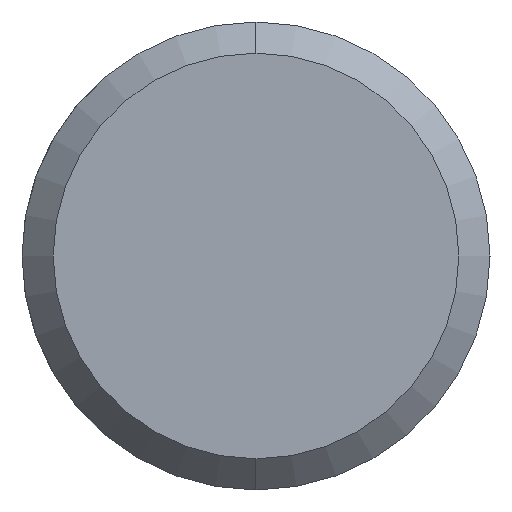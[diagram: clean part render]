
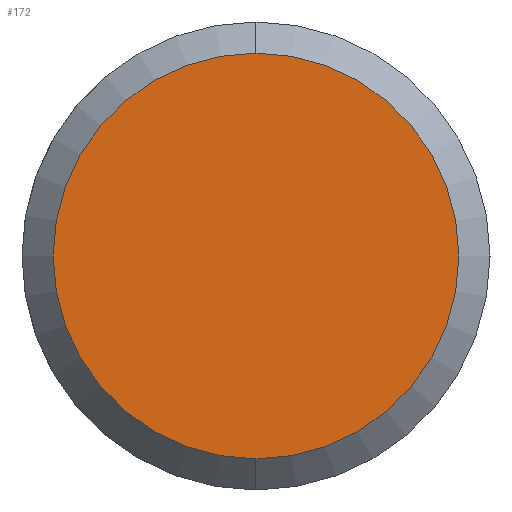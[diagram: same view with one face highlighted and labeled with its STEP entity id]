
A CAD part, left-side view. The second image highlights one B-rep face of the part: STEP entity #172.
In plain terms, the highlighted planar face has unit normal (-1, 0, 0).
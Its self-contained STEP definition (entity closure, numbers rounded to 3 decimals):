
#1 = EDGE_CURVE ( 'NONE', #212, #401, #45, .T. ) ;
#7 = CARTESIAN_POINT ( 'NONE',  ( 0., 0., 0. ) ) ;
#45 = CIRCLE ( 'NONE', #243, 1.3 ) ;
#48 = DIRECTION ( 'NONE',  ( 0., 0., -1. ) ) ;
#68 = CARTESIAN_POINT ( 'NONE',  ( 0., 0., 1.3 ) ) ;
#76 = DIRECTION ( 'NONE',  ( 0., 0., 1. ) ) ;
#88 = PLANE ( 'NONE',  #391 ) ;
#96 = CARTESIAN_POINT ( 'NONE',  ( 0., 0., -1.3 ) ) ;
#117 = CIRCLE ( 'NONE', #217, 1.3 ) ;
#129 = FACE_OUTER_BOUND ( 'NONE', #508, .T. ) ;
#134 = DIRECTION ( 'NONE',  ( 0., 0., 1. ) ) ;
#172 = ADVANCED_FACE ( 'NONE', ( #129 ), #88, .F. ) ;
#191 = ORIENTED_EDGE ( 'NONE', *, *, #484, .T. ) ;
#212 = VERTEX_POINT ( 'NONE', #96 ) ;
#213 = DIRECTION ( 'NONE',  ( 1., 0., 0. ) ) ;
#217 = AXIS2_PLACEMENT_3D ( 'NONE', #389, #236, #76 ) ;
#236 = DIRECTION ( 'NONE',  ( -1., 0., 0. ) ) ;
#240 = DIRECTION ( 'NONE',  ( -1., 0., 0. ) ) ;
#243 = AXIS2_PLACEMENT_3D ( 'NONE', #7, #240, #134 ) ;
#250 = CARTESIAN_POINT ( 'NONE',  ( 0., 0., 0. ) ) ;
#291 = ORIENTED_EDGE ( 'NONE', *, *, #1, .T. ) ;
#389 = CARTESIAN_POINT ( 'NONE',  ( 0., 0., 0. ) ) ;
#391 = AXIS2_PLACEMENT_3D ( 'NONE', #250, #213, #48 ) ;
#401 = VERTEX_POINT ( 'NONE', #68 ) ;
#484 = EDGE_CURVE ( 'NONE', #401, #212, #117, .T. ) ;
#508 = EDGE_LOOP ( 'NONE', ( #291, #191 ) ) ;
